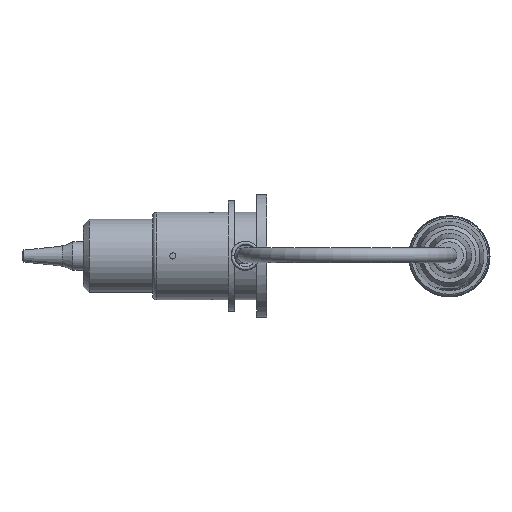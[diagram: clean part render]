
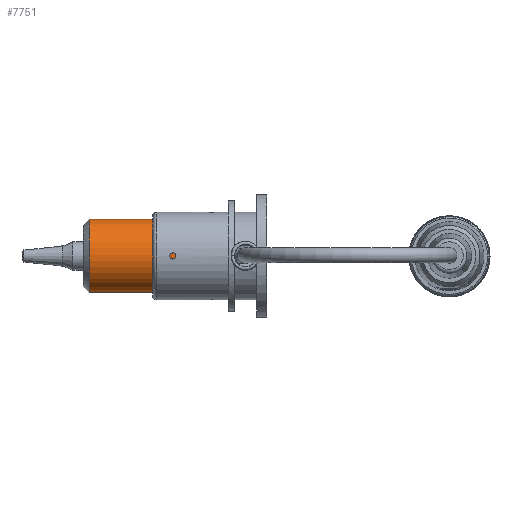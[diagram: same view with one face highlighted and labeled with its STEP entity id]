
A CAD part, top view. The second image highlights one B-rep face of the part: STEP entity #7751.
In plain terms, the highlighted cylindrical face has radius 9 mm (diameter 18 mm), a full revolution.
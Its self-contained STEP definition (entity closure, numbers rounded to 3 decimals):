
#1765=FACE_BOUND('',#2654,.T.);
#2174=FACE_OUTER_BOUND('',#2653,.T.);
#2653=EDGE_LOOP('',(#6874));
#2654=EDGE_LOOP('',(#6875));
#3034=CIRCLE('',#8548,9.);
#3035=CIRCLE('',#8549,9.);
#3746=VERTEX_POINT('',#16820);
#3747=VERTEX_POINT('',#16822);
#4791=EDGE_CURVE('',#3746,#3746,#3034,.T.);
#4792=EDGE_CURVE('',#3747,#3747,#3035,.T.);
#6874=ORIENTED_EDGE('',*,*,#4791,.T.);
#6875=ORIENTED_EDGE('',*,*,#4792,.F.);
#6931=CYLINDRICAL_SURFACE('',#8547,9.);
#7751=ADVANCED_FACE('',(#2174,#1765),#6931,.T.);
#8547=AXIS2_PLACEMENT_3D('',#16819,#10733,#10734);
#8548=AXIS2_PLACEMENT_3D('',#16821,#10735,#10736);
#8549=AXIS2_PLACEMENT_3D('',#16823,#10737,#10738);
#10733=DIRECTION('center_axis',(-1.,0.,0.));
#10734=DIRECTION('ref_axis',(0.,0.882,0.472));
#10735=DIRECTION('center_axis',(-1.,0.,0.));
#10736=DIRECTION('ref_axis',(0.,-0.472,0.882));
#10737=DIRECTION('center_axis',(-1.,0.,0.));
#10738=DIRECTION('ref_axis',(0.,-0.472,0.882));
#16819=CARTESIAN_POINT('Origin',(-17.25,0.,
0.046));
#16820=CARTESIAN_POINT('',(-0.5,7.935,4.293));
#16821=CARTESIAN_POINT('Origin',(-0.5,0.,
0.046));
#16822=CARTESIAN_POINT('',(-34.,7.935,4.293));
#16823=CARTESIAN_POINT('Origin',(-34.,0.,
0.046));
